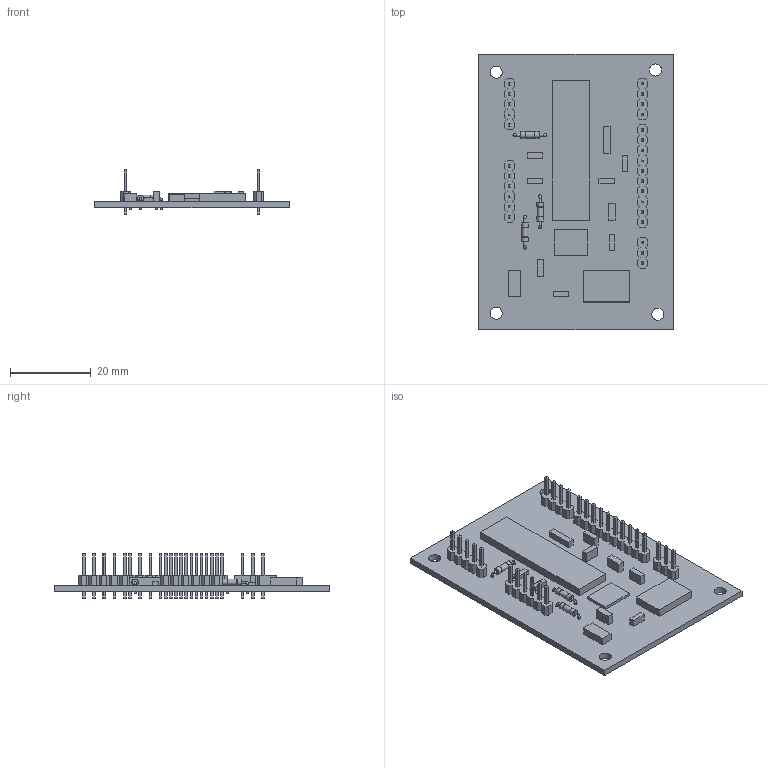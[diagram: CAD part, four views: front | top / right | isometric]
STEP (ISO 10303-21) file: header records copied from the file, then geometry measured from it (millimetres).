
FILE_DESCRIPTION(/* description */ (''),/* implementation_level */ '2;1');
FILE_NAME(/* name */ 'Basic_Arduino v1.step',/* time_stamp */ '2024-06-26T18:03:19+05:30',/* author */ (''),/* organization */ (''),/* preprocessor_version */ 'ST-DEVELOPER v20',/* originating_system */ 'Autodesk Translation Framework v13.14.0.145',/* authorisation */ '');
FILE_SCHEMA (('AUTOMOTIVE_DESIGN { 1 0 10303 214 3 1 1 }'));
Length unit declared in the file: millimetre
Products named in the file (18): Basic_Arduino; Board; Packages; HC49US; POWER_JACK_PTH_LOCK; DIP28; TACTILE_SWITCH_PTH_6.0MM; LED3MM; 1X03; 1X04; 1X05; 1X06; 1X10; SOD70; 0204/7; C025-024X044; E2,5-6E; 78XXS
Assembly tree (23 placements, depth 3):
  Basic_Arduino
    Board
    Packages
      HC49US
      POWER_JACK_PTH_LOCK
      DIP28
      TACTILE_SWITCH_PTH_6.0MM
      LED3MM  x2
      1X03
      1X04
      1X05
      1X06
      1X10
      SOD70
      0204/7  x3
      C025-024X044  x3
      E2,5-6E  x2
      78XXS
Bounding box: 48.24 x 68.25 x 11.34 mm (x, y, z)
Volume: 6548.5 mm3; surface area: 10335.1 mm2
Topology: 22 solids, 22 shells, 927 faces, 2230 edges, 1409 vertices
Faces by surface type: plane 788, cylinder 115, torus 24
Full cylindrical faces by diameter (mm): 0.5 x12, 0.7 x4, 0.813 x48, 1.016 x35, 1.52 x3, 1.6 x6, 2.997 x2, 3 x4, 3.2 x1
Entity records: 26416 total; most frequent: CARTESIAN_POINT 4328, ORIENTED_EDGE 4196, DIRECTION 4135, EDGE_CURVE 2098, LINE 1875, VECTOR 1875, VERTEX_POINT 1323, AXIS2_PLACEMENT_3D 1130
